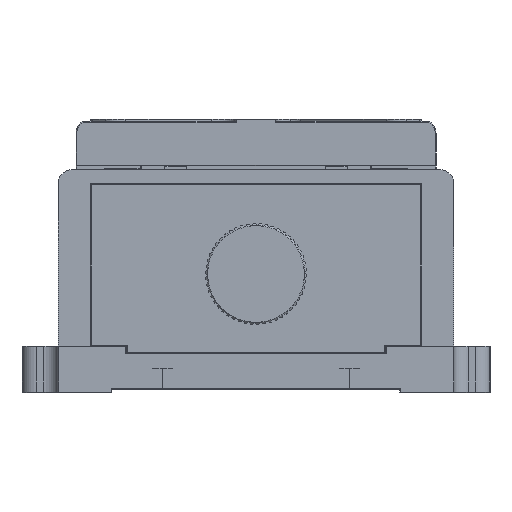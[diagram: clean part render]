
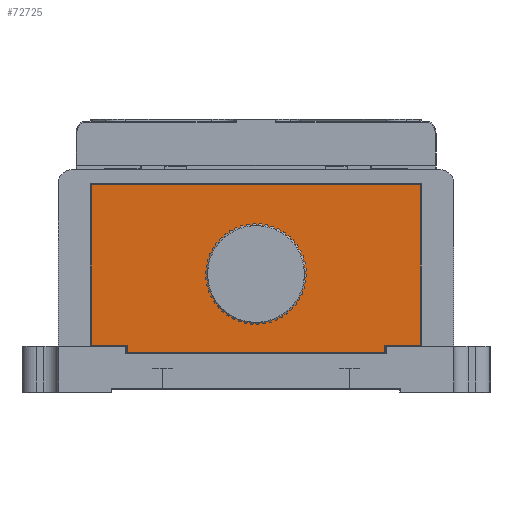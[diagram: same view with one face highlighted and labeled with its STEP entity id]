
A CAD part, left-side view. The second image highlights one B-rep face of the part: STEP entity #72725.
In plain terms, the highlighted planar face has unit normal (-1, 0, 0).
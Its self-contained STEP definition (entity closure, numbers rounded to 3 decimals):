
#1958 = ORIENTED_EDGE ( 'NONE', *, *, #83060, .T. ) ;
#2204 = EDGE_CURVE ( 'NONE', #14518, #3879, #81981, .T. ) ;
#2208 = DIRECTION ( 'NONE',  ( 0., -1., 0. ) ) ;
#3317 = CARTESIAN_POINT ( 'NONE',  ( -89.11, 42.158, 0.6 ) ) ;
#3879 = VERTEX_POINT ( 'NONE', #78869 ) ;
#4077 = ORIENTED_EDGE ( 'NONE', *, *, #2204, .T. ) ;
#4633 = ORIENTED_EDGE ( 'NONE', *, *, #18851, .T. ) ;
#5669 = VERTEX_POINT ( 'NONE', #32528 ) ;
#6163 = VERTEX_POINT ( 'NONE', #44645 ) ;
#6239 = CARTESIAN_POINT ( 'NONE',  ( -89.11, 24.258, 11.5 ) ) ;
#6430 = DIRECTION ( 'NONE',  ( 0., 0., -1. ) ) ;
#9980 = VECTOR ( 'NONE', #26927, 1000. ) ;
#11133 = AXIS2_PLACEMENT_3D ( 'NONE', #24684, #75973, #44041 ) ;
#11653 = PLANE ( 'NONE',  #11133 ) ;
#12458 = LINE ( 'NONE', #80315, #45178 ) ;
#13111 = VECTOR ( 'NONE', #54356, 1000. ) ;
#13167 = CARTESIAN_POINT ( 'NONE',  ( -89.11, 47.158, 1.5 ) ) ;
#13672 = EDGE_CURVE ( 'NONE', #3879, #14518, #68136, .T. ) ;
#14518 = VERTEX_POINT ( 'NONE', #75222 ) ;
#14740 = CARTESIAN_POINT ( 'NONE',  ( -89.11, 1.358, 24. ) ) ;
#15263 = LINE ( 'NONE', #53945, #13111 ) ;
#15599 = EDGE_CURVE ( 'NONE', #20730, #6163, #15692, .T. ) ;
#15692 = LINE ( 'NONE', #72861, #80186 ) ;
#17106 = LINE ( 'NONE', #14740, #9980 ) ;
#17107 = DIRECTION ( 'NONE',  ( 0., 1., 0. ) ) ;
#17537 = AXIS2_PLACEMENT_3D ( 'NONE', #6239, #19263, #77283 ) ;
#18256 = VERTEX_POINT ( 'NONE', #3317 ) ;
#18604 = LINE ( 'NONE', #62725, #57682 ) ;
#18851 = EDGE_CURVE ( 'NONE', #6163, #5669, #34149, .T. ) ;
#19005 = DIRECTION ( 'NONE',  ( 0., -1., 0. ) ) ;
#19263 = DIRECTION ( 'NONE',  ( 1., 0., 0. ) ) ;
#20040 = FACE_BOUND ( 'NONE', #77519, .T. ) ;
#20730 = VERTEX_POINT ( 'NONE', #52342 ) ;
#22862 = EDGE_CURVE ( 'NONE', #5669, #71965, #17106, .T. ) ;
#24684 = CARTESIAN_POINT ( 'NONE',  ( -89.11, 0.258, 25. ) ) ;
#24956 = LINE ( 'NONE', #13167, #32888 ) ;
#25197 = AXIS2_PLACEMENT_3D ( 'NONE', #54961, #80986, #17107 ) ;
#26927 = DIRECTION ( 'NONE',  ( 0., 0., 1. ) ) ;
#27693 = VECTOR ( 'NONE', #43740, 1000. ) ;
#29132 = VECTOR ( 'NONE', #2208, 1000. ) ;
#32528 = CARTESIAN_POINT ( 'NONE',  ( -89.11, 1.358, 1.6 ) ) ;
#32888 = VECTOR ( 'NONE', #6430, 1000. ) ;
#34149 = LINE ( 'NONE', #66533, #29132 ) ;
#34465 = CARTESIAN_POINT ( 'NONE',  ( -89.11, 47.158, 23.9 ) ) ;
#34933 = EDGE_CURVE ( 'NONE', #18256, #20730, #15263, .T. ) ;
#37438 = LINE ( 'NONE', #55496, #27693 ) ;
#37518 = CARTESIAN_POINT ( 'NONE',  ( -89.11, 42.158, 1.6 ) ) ;
#39157 = EDGE_LOOP ( 'NONE', ( #56895, #60050, #4633, #80829, #41458, #49502, #1958, #50667 ) ) ;
#40858 = EDGE_CURVE ( 'NONE', #83068, #18256, #12458, .T. ) ;
#41458 = ORIENTED_EDGE ( 'NONE', *, *, #60905, .T. ) ;
#43740 = DIRECTION ( 'NONE',  ( 0., 1., 0. ) ) ;
#44041 = DIRECTION ( 'NONE',  ( 0., 0., -1. ) ) ;
#44645 = CARTESIAN_POINT ( 'NONE',  ( -89.11, 6.358, 1.6 ) ) ;
#45075 = EDGE_CURVE ( 'NONE', #63090, #68222, #24956, .T. ) ;
#45178 = VECTOR ( 'NONE', #49890, 1000. ) ;
#49502 = ORIENTED_EDGE ( 'NONE', *, *, #45075, .T. ) ;
#49890 = DIRECTION ( 'NONE',  ( 0., 0., -1. ) ) ;
#50667 = ORIENTED_EDGE ( 'NONE', *, *, #40858, .T. ) ;
#52342 = CARTESIAN_POINT ( 'NONE',  ( -89.11, 6.358, 0.6 ) ) ;
#53945 = CARTESIAN_POINT ( 'NONE',  ( -89.11, 0.258, 0.6 ) ) ;
#54356 = DIRECTION ( 'NONE',  ( 0., -1., 0. ) ) ;
#54961 = CARTESIAN_POINT ( 'NONE',  ( -89.11, 24.258, 11.5 ) ) ;
#55496 = CARTESIAN_POINT ( 'NONE',  ( -89.11, 47.258, 23.9 ) ) ;
#56895 = ORIENTED_EDGE ( 'NONE', *, *, #34933, .T. ) ;
#57682 = VECTOR ( 'NONE', #19005, 1000. ) ;
#58122 = ORIENTED_EDGE ( 'NONE', *, *, #13672, .T. ) ;
#60050 = ORIENTED_EDGE ( 'NONE', *, *, #15599, .T. ) ;
#60648 = DIRECTION ( 'NONE',  ( 0., 0., 1. ) ) ;
#60905 = EDGE_CURVE ( 'NONE', #71965, #63090, #37438, .T. ) ;
#62725 = CARTESIAN_POINT ( 'NONE',  ( -89.11, 42.258, 1.6 ) ) ;
#63090 = VERTEX_POINT ( 'NONE', #34465 ) ;
#66533 = CARTESIAN_POINT ( 'NONE',  ( -89.11, 1.258, 1.6 ) ) ;
#68136 = CIRCLE ( 'NONE', #25197, 3.6 ) ;
#68222 = VERTEX_POINT ( 'NONE', #79819 ) ;
#71965 = VERTEX_POINT ( 'NONE', #75331 ) ;
#72725 = ADVANCED_FACE ( 'NONE', ( #20040, #82264 ), #11653, .F. ) ;
#72861 = CARTESIAN_POINT ( 'NONE',  ( -89.11, 6.358, 25. ) ) ;
#75222 = CARTESIAN_POINT ( 'NONE',  ( -89.11, 20.658, 11.5 ) ) ;
#75331 = CARTESIAN_POINT ( 'NONE',  ( -89.11, 1.358, 23.9 ) ) ;
#75973 = DIRECTION ( 'NONE',  ( 1., 0., 0. ) ) ;
#77283 = DIRECTION ( 'NONE',  ( 0., 1., 0. ) ) ;
#77519 = EDGE_LOOP ( 'NONE', ( #4077, #58122 ) ) ;
#78869 = CARTESIAN_POINT ( 'NONE',  ( -89.11, 27.858, 11.5 ) ) ;
#79819 = CARTESIAN_POINT ( 'NONE',  ( -89.11, 47.158, 1.6 ) ) ;
#80186 = VECTOR ( 'NONE', #60648, 1000. ) ;
#80315 = CARTESIAN_POINT ( 'NONE',  ( -89.11, 42.158, 25. ) ) ;
#80829 = ORIENTED_EDGE ( 'NONE', *, *, #22862, .T. ) ;
#80986 = DIRECTION ( 'NONE',  ( 1., 0., 0. ) ) ;
#81981 = CIRCLE ( 'NONE', #17537, 3.6 ) ;
#82264 = FACE_OUTER_BOUND ( 'NONE', #39157, .T. ) ;
#83060 = EDGE_CURVE ( 'NONE', #68222, #83068, #18604, .T. ) ;
#83068 = VERTEX_POINT ( 'NONE', #37518 ) ;
